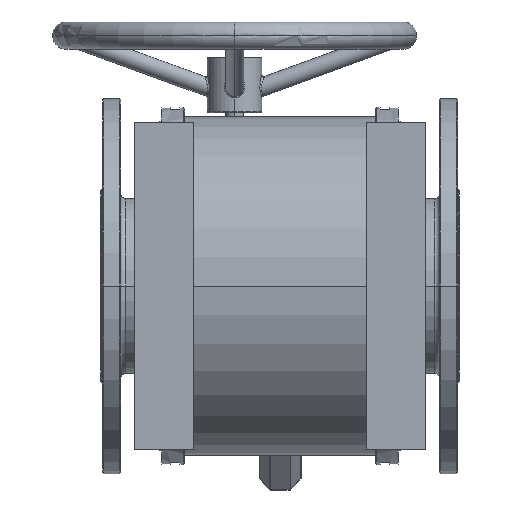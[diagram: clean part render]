
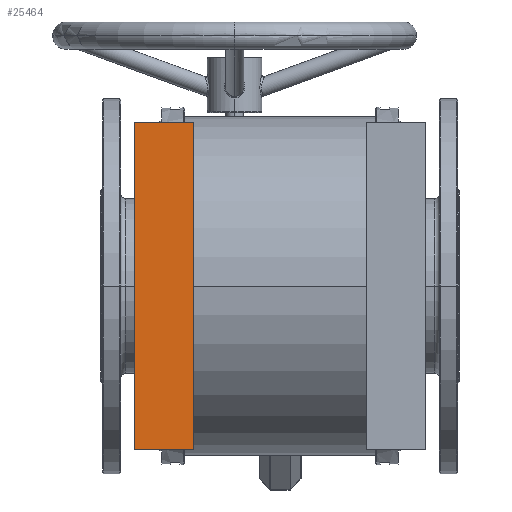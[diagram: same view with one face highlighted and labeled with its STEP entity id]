
A CAD part, front view. The second image highlights one B-rep face of the part: STEP entity #25464.
In plain terms, the highlighted planar face has unit normal (0, -1, 0).
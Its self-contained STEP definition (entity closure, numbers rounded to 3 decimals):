
#111 = CARTESIAN_POINT ( 'NONE',  ( -160., -205., -180. ) ) ;
#750 = VERTEX_POINT ( 'NONE', #19894 ) ;
#2400 = EDGE_CURVE ( 'NONE', #19432, #16300, #3185, .T. ) ;
#2975 = VECTOR ( 'NONE', #6581, 1000. ) ;
#3004 = DIRECTION ( 'NONE',  ( 0., 0., 1. ) ) ;
#3185 = LINE ( 'NONE', #5650, #16838 ) ;
#4194 = DIRECTION ( 'NONE',  ( 0., 0., 1. ) ) ;
#4907 = CARTESIAN_POINT ( 'NONE',  ( -130., -205., 0. ) ) ;
#4989 = ORIENTED_EDGE ( 'NONE', *, *, #7333, .T. ) ;
#5650 = CARTESIAN_POINT ( 'NONE',  ( -130., -205., 180. ) ) ;
#6581 = DIRECTION ( 'NONE',  ( 1., 0., 0. ) ) ;
#6798 = ORIENTED_EDGE ( 'NONE', *, *, #23219, .F. ) ;
#6999 = CARTESIAN_POINT ( 'NONE',  ( -160., -205., 180. ) ) ;
#7333 = EDGE_CURVE ( 'NONE', #750, #14652, #10282, .T. ) ;
#8148 = ORIENTED_EDGE ( 'NONE', *, *, #9472, .T. ) ;
#8565 = LINE ( 'NONE', #21104, #11310 ) ;
#9423 = PLANE ( 'NONE',  #24356 ) ;
#9472 = EDGE_CURVE ( 'NONE', #14652, #16300, #8565, .T. ) ;
#10282 = LINE ( 'NONE', #18857, #2975 ) ;
#10363 = DIRECTION ( 'NONE',  ( 0., 0., 1. ) ) ;
#10489 = LINE ( 'NONE', #111, #10720 ) ;
#10720 = VECTOR ( 'NONE', #10363, 1000. ) ;
#11310 = VECTOR ( 'NONE', #4194, 1000. ) ;
#13235 = DIRECTION ( 'NONE',  ( 0., 1., 0. ) ) ;
#14652 = VERTEX_POINT ( 'NONE', #24710 ) ;
#16300 = VERTEX_POINT ( 'NONE', #23431 ) ;
#16838 = VECTOR ( 'NONE', #20246, 1000. ) ;
#16899 = EDGE_LOOP ( 'NONE', ( #4989, #8148, #23511, #6798 ) ) ;
#18857 = CARTESIAN_POINT ( 'NONE',  ( -130., -205., -180. ) ) ;
#19432 = VERTEX_POINT ( 'NONE', #6999 ) ;
#19894 = CARTESIAN_POINT ( 'NONE',  ( -160., -205., -180. ) ) ;
#20246 = DIRECTION ( 'NONE',  ( 1., 0., 0. ) ) ;
#21104 = CARTESIAN_POINT ( 'NONE',  ( -95., -205., -180. ) ) ;
#21696 = FACE_OUTER_BOUND ( 'NONE', #16899, .T. ) ;
#23219 = EDGE_CURVE ( 'NONE', #750, #19432, #10489, .T. ) ;
#23431 = CARTESIAN_POINT ( 'NONE',  ( -95., -205., 180. ) ) ;
#23511 = ORIENTED_EDGE ( 'NONE', *, *, #2400, .F. ) ;
#24356 = AXIS2_PLACEMENT_3D ( 'NONE', #4907, #13235, #3004 ) ;
#24710 = CARTESIAN_POINT ( 'NONE',  ( -95., -205., -180. ) ) ;
#25464 = ADVANCED_FACE ( 'NONE', ( #21696 ), #9423, .F. ) ;
